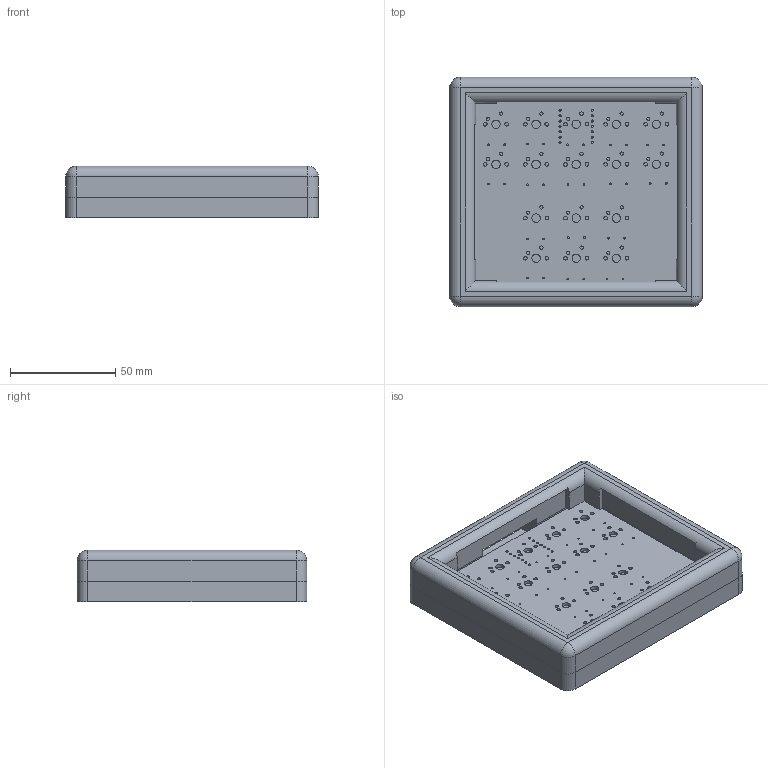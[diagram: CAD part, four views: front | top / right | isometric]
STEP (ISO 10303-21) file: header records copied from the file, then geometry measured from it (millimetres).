
FILE_DESCRIPTION(/* description */ ('STEP AP242','CAx-IF Rec.Pracs.---Representation and Presentation of Product Manufacturing Information (PMI)---4.0---2014-10-13','CAx-IF Rec.Pracs.---3D Tessellated Geometry---0.4---2014-09-14','2;1'),/* implementation_level */ '2;1');
FILE_NAME(/* name */ '6717102ea1a9462e4e2c97c4',/* time_stamp */ '2024-10-22T02:38:40Z',/* author */ (''),/* organization */ (''),/* preprocessor_version */ 'ST-DEVELOPER v20',/* originating_system */ ' ',/* authorisation */ ' ');
FILE_SCHEMA (('AP242_MANAGED_MODEL_BASED_3D_ENGINEERING_MIM_LF { 1 0 10303 442 1 1 4 }'));
Length unit declared in the file: metre
Products named in the file (91): Hackpad Main; M3x16 SHCS v5 (2); Part 1; M3 Threaded Insert v3 (3); Hackpad Schematic 1 <1>; Hackpad Schematic_PCB; Seeed_XIAO_RP2040 <1>; Seeed Studio XIAO RP2040 v26
Assembly tree (96 placements, depth 4):
  Hackpad Main
    M3x16 SHCS v5 (2)  x4
    Part 1
    Part 1
    M3 Threaded Insert v3 (3)  x4
    Hackpad Schematic 1 <1>
      Hackpad Schematic_PCB
      Seeed_XIAO_RP2040 <1>
        Seeed Studio XIAO RP2040 v26
        Seeed Studio XIAO RP2040 v26
        Seeed Studio XIAO RP2040 v26
        Seeed Studio XIAO RP2040 v26
        Seeed Studio XIAO RP2040 v26
        Seeed Studio XIAO RP2040 v26
        Seeed Studio XIAO RP2040 v26
        Seeed Studio XIAO RP2040 v26
        Seeed Studio XIAO RP2040 v26
        Seeed Studio XIAO RP2040 v26
        Seeed Studio XIAO RP2040 v26
        Seeed Studio XIAO RP2040 v26
        Seeed Studio XIAO RP2040 v26
        Seeed Studio XIAO RP2040 v26
        Seeed Studio XIAO RP2040 v26
        Seeed Studio XIAO RP2040 v26
        Seeed Studio XIAO RP2040 v26
        Seeed Studio XIAO RP2040 v26
        Seeed Studio XIAO RP2040 v26
        Seeed Studio XIAO RP2040 v26
        Seeed Studio XIAO RP2040 v26
        Seeed Studio XIAO RP2040 v26
        Seeed Studio XIAO RP2040 v26
        Seeed Studio XIAO RP2040 v26
        Seeed Studio XIAO RP2040 v26
        Seeed Studio XIAO RP2040 v26
        Seeed Studio XIAO RP2040 v26
        Seeed Studio XIAO RP2040 v26
        Seeed Studio XIAO RP2040 v26
        Seeed Studio XIAO RP2040 v26
        Seeed Studio XIAO RP2040 v26
        Seeed Studio XIAO RP2040 v26
        Seeed Studio XIAO RP2040 v26
        Seeed Studio XIAO RP2040 v26
        Seeed Studio XIAO RP2040 v26
        Seeed Studio XIAO RP2040 v26
        Seeed Studio XIAO RP2040 v26
        Seeed Studio XIAO RP2040 v26
        Seeed Studio XIAO RP2040 v26
        Seeed Studio XIAO RP2040 v26
        Seeed Studio XIAO RP2040 v26
        Seeed Studio XIAO RP2040 v26
        Seeed Studio XIAO RP2040 v26
        Seeed Studio XIAO RP2040 v26
        Seeed Studio XIAO RP2040 v26
        Seeed Studio XIAO RP2040 v26
        Seeed Studio XIAO RP2040 v26
        Seeed Studio XIAO RP2040 v26
        Seeed Studio XIAO RP2040 v26
        Seeed Studio XIAO RP2040 v26
        Seeed Studio XIAO RP2040 v26
        Seeed Studio XIAO RP2040 v26
Bounding box: 120 x 109 x 24.5 mm (x, y, z)
Volume: 137560.5 mm3; surface area: 75617.7 mm2
Topology: 94 solids, 94 shells, 2016 faces, 5256 edges, 3446 vertices
Faces by surface type: plane 987, cylinder 547, bspline 429, cone 26, sphere 15, torus 12
Full cylindrical faces by diameter (mm): 0.4 x1, 0.5 x2, 0.8 x46, 1 x14, 1.5 x2, 1.524 x32, 1.702 x32, 2 x1, 2.9 x4, 3 x4, 3.1 x8, 3.988 x16, 4.2 x4, 4.25 x4, 4.6 x4, 4.7 x4, 5.5 x4, 5.8 x4
Entity records: 53881 total; most frequent: CARTESIAN_POINT 13186, ORIENTED_EDGE 7894, DIRECTION 7368, EDGE_CURVE 3947, VERTEX_POINT 2706, LINE 2470, VECTOR 2470, AXIS2_PLACEMENT_3D 2449
